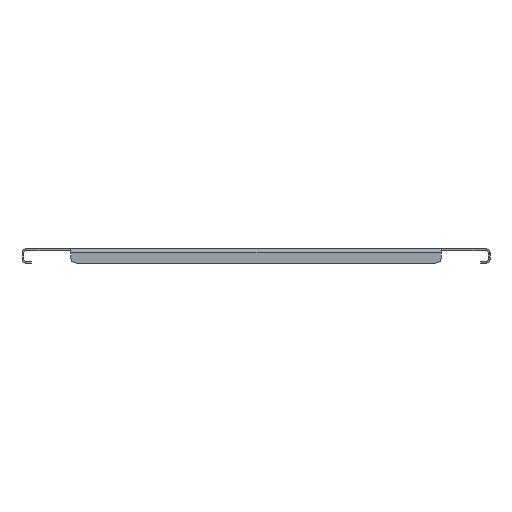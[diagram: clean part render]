
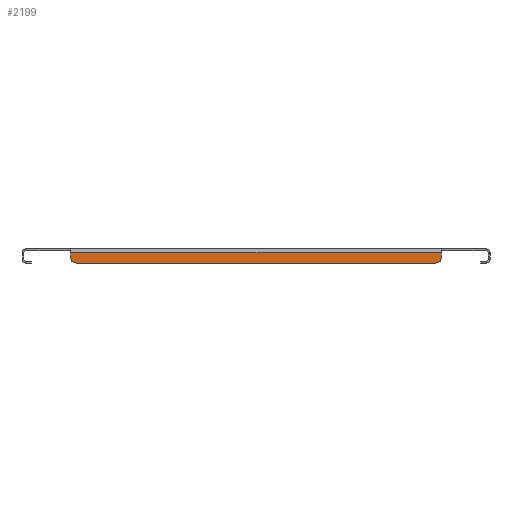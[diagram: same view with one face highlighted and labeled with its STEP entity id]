
A CAD part, left-side view. The second image highlights one B-rep face of the part: STEP entity #2199.
In plain terms, the highlighted planar face has unit normal (-1, 0, 0).
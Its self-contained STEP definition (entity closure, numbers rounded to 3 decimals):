
#59 = AXIS2_PLACEMENT_3D ( 'NONE', #2271, #1284, #208 ) ;
#130 = ORIENTED_EDGE ( 'NONE', *, *, #1020, .T. ) ;
#174 = ORIENTED_EDGE ( 'NONE', *, *, #2530, .T. ) ;
#208 = DIRECTION ( 'NONE',  ( 0., 0., -1. ) ) ;
#274 = EDGE_CURVE ( 'NONE', #2468, #1609, #2822, .T. ) ;
#280 = VECTOR ( 'NONE', #2728, 1000. ) ;
#410 = FACE_OUTER_BOUND ( 'NONE', #1325, .T. ) ;
#464 = CARTESIAN_POINT ( 'NONE',  ( -249.5, -198., -9. ) ) ;
#616 = DIRECTION ( 'NONE',  ( 1., 0., 0. ) ) ;
#635 = DIRECTION ( 'NONE',  ( 0., 0., -1. ) ) ;
#692 = CARTESIAN_POINT ( 'NONE',  ( -249.5, -250., -4. ) ) ;
#714 = ORIENTED_EDGE ( 'NONE', *, *, #2817, .T. ) ;
#815 = LINE ( 'NONE', #1798, #280 ) ;
#909 = LINE ( 'NONE', #692, #1297 ) ;
#964 = DIRECTION ( 'NONE',  ( -1., 0., 0. ) ) ;
#1002 = VERTEX_POINT ( 'NONE', #2621 ) ;
#1020 = EDGE_CURVE ( 'NONE', #1002, #1609, #2473, .T. ) ;
#1083 = PLANE ( 'NONE',  #1916 ) ;
#1206 = CARTESIAN_POINT ( 'NONE',  ( -249.5, 198., -4. ) ) ;
#1253 = VECTOR ( 'NONE', #1901, 1000. ) ;
#1284 = DIRECTION ( 'NONE',  ( -1., 0., 0. ) ) ;
#1297 = VECTOR ( 'NONE', #1867, 1000. ) ;
#1311 = AXIS2_PLACEMENT_3D ( 'NONE', #1441, #964, #1638 ) ;
#1319 = CARTESIAN_POINT ( 'NONE',  ( -249.5, -198., -15. ) ) ;
#1325 = EDGE_LOOP ( 'NONE', ( #1679, #714, #174, #1552, #2454, #130 ) ) ;
#1392 = CIRCLE ( 'NONE', #59, 6. ) ;
#1415 = CARTESIAN_POINT ( 'NONE',  ( -249.5, -198., -4. ) ) ;
#1441 = CARTESIAN_POINT ( 'NONE',  ( -249.5, 192., -9. ) ) ;
#1552 = ORIENTED_EDGE ( 'NONE', *, *, #1799, .F. ) ;
#1556 = CARTESIAN_POINT ( 'NONE',  ( -249.5, 0., 0. ) ) ;
#1609 = VERTEX_POINT ( 'NONE', #2403 ) ;
#1638 = DIRECTION ( 'NONE',  ( 0., 0., -1. ) ) ;
#1679 = ORIENTED_EDGE ( 'NONE', *, *, #274, .F. ) ;
#1725 = EDGE_CURVE ( 'NONE', #2770, #1002, #815, .T. ) ;
#1798 = CARTESIAN_POINT ( 'NONE',  ( -249.5, 198., -15. ) ) ;
#1799 = EDGE_CURVE ( 'NONE', #2770, #2730, #909, .T. ) ;
#1867 = DIRECTION ( 'NONE',  ( 0., -1., 0. ) ) ;
#1874 = VECTOR ( 'NONE', #2555, 1000. ) ;
#1901 = DIRECTION ( 'NONE',  ( 0., 0., 1. ) ) ;
#1916 = AXIS2_PLACEMENT_3D ( 'NONE', #1556, #616, #635 ) ;
#2126 = CARTESIAN_POINT ( 'NONE',  ( -249.5, -250., -15. ) ) ;
#2199 = ADVANCED_FACE ( 'NONE', ( #410 ), #1083, .F. ) ;
#2271 = CARTESIAN_POINT ( 'NONE',  ( -249.5, -192., -9. ) ) ;
#2403 = CARTESIAN_POINT ( 'NONE',  ( -249.5, 192., -15. ) ) ;
#2454 = ORIENTED_EDGE ( 'NONE', *, *, #1725, .T. ) ;
#2455 = LINE ( 'NONE', #1319, #1253 ) ;
#2468 = VERTEX_POINT ( 'NONE', #2882 ) ;
#2473 = CIRCLE ( 'NONE', #1311, 6. ) ;
#2530 = EDGE_CURVE ( 'NONE', #2630, #2730, #2455, .T. ) ;
#2555 = DIRECTION ( 'NONE',  ( 0., 1., 0. ) ) ;
#2621 = CARTESIAN_POINT ( 'NONE',  ( -249.5, 198., -9. ) ) ;
#2630 = VERTEX_POINT ( 'NONE', #464 ) ;
#2728 = DIRECTION ( 'NONE',  ( 0., 0., -1. ) ) ;
#2730 = VERTEX_POINT ( 'NONE', #1415 ) ;
#2770 = VERTEX_POINT ( 'NONE', #1206 ) ;
#2817 = EDGE_CURVE ( 'NONE', #2468, #2630, #1392, .T. ) ;
#2822 = LINE ( 'NONE', #2126, #1874 ) ;
#2882 = CARTESIAN_POINT ( 'NONE',  ( -249.5, -192., -15. ) ) ;
